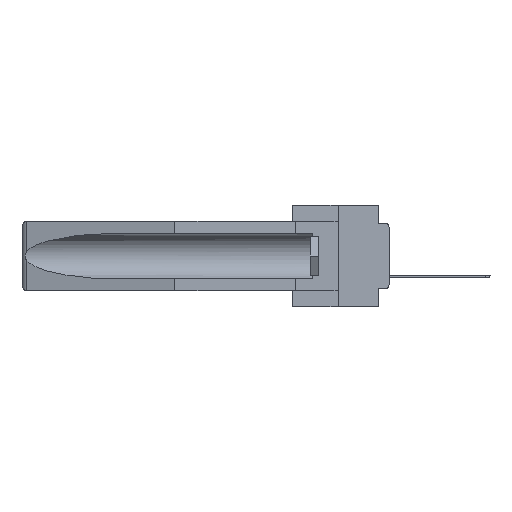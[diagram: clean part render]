
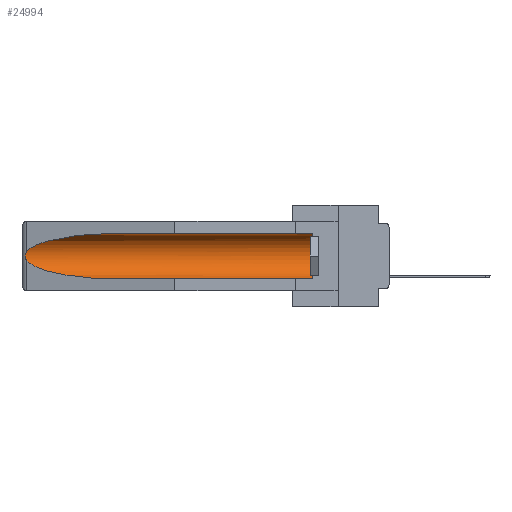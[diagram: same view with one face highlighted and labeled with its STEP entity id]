
A CAD part, left-side view. The second image highlights one B-rep face of the part: STEP entity #24994.
In plain terms, the highlighted cylindrical face has radius 2.857 mm (diameter 5.715 mm), a partial arc.
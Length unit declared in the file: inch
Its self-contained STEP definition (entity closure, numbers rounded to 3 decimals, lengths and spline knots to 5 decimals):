
#691 = EDGE_CURVE ( 'NONE', #31239, #29749, #34915, .T. ) ;
#1930 = ORIENTED_EDGE ( 'NONE', *, *, #19518, .T. ) ;
#2383 = EDGE_LOOP ( 'NONE', ( #10320, #31240, #1930, #28113, #21502, #28096 ) ) ;
#2448 = CARTESIAN_POINT ( 'NONE',  ( 0.21114, 1.30732, -0.284 ) ) ;
#3474 = CARTESIAN_POINT ( 'NONE',  ( 0.26537, 1.52718, -0.14972 ) ) ;
#3850 = EDGE_CURVE ( 'NONE', #24674, #5765, #35952, .T. ) ;
#3953 = CARTESIAN_POINT ( 'NONE',  ( 0.2675, 1.53308, -0.16763 ) ) ;
#4120 = VERTEX_POINT ( 'NONE', #12798 ) ;
#4910 = AXIS2_PLACEMENT_3D ( 'NONE', #6910, #31500, #29075 ) ;
#5367 = CARTESIAN_POINT ( 'NONE',  ( 0.25451, 1.48313, -0.24835 ) ) ;
#5765 = VERTEX_POINT ( 'NONE', #12979 ) ;
#6766 = CARTESIAN_POINT ( 'NONE',  ( 0.26597, 1.5296, -0.19026 ) ) ;
#6910 = CARTESIAN_POINT ( 'NONE',  ( 0.155, 0.126, -0.1715 ) ) ;
#7946 = CARTESIAN_POINT ( 'NONE',  ( 0.155, 1.07973, -0.059 ) ) ;
#9413 = DIRECTION ( 'NONE',  ( 0., 1., 0. ) ) ;
#9432 = CARTESIAN_POINT ( 'NONE',  ( 0.2673, 1.53269, -0.17917 ) ) ;
#10320 = ORIENTED_EDGE ( 'NONE', *, *, #15551, .T. ) ;
#11548 = AXIS2_PLACEMENT_3D ( 'NONE', #33711, #14366, #34179 ) ;
#12251 = CARTESIAN_POINT ( 'NONE',  ( 0.26537, 1.52718, -0.19328 ) ) ;
#12700 = CARTESIAN_POINT ( 'NONE',  ( 0.155, 0.126, -0.059 ) ) ;
#12798 = CARTESIAN_POINT ( 'NONE',  ( 0.26537, 1.52718, -0.14972 ) ) ;
#12979 = CARTESIAN_POINT ( 'NONE',  ( 0.155, 1.07973, -0.284 ) ) ;
#14366 = DIRECTION ( 'NONE',  ( 0., 1., 0. ) ) ;
#14588 = CARTESIAN_POINT ( 'NONE',  ( 0.21114, 1.30732, -0.059 ) ) ;
#15551 = EDGE_CURVE ( 'NONE', #29749, #4120, #34487, .T. ) ;
#16526 = VECTOR ( 'NONE', #9413, 39.37008 ) ;
#17405 = CARTESIAN_POINT ( 'NONE',  ( 0.26655, 1.53094, -0.18657 ) ) ;
#17895 = CARTESIAN_POINT ( 'NONE',  ( 0.2675, 1.53308, -0.17534 ) ) ;
#18126 = CARTESIAN_POINT ( 'NONE',  ( 0.155, -0.30754, -0.059 ) ) ;
#19040 = CARTESIAN_POINT ( 'NONE',  ( 0.26537, 1.52718, -0.19328 ) ) ;
#19330 = CARTESIAN_POINT ( 'NONE',  ( 0.26537, 1.52718, -0.19328 ) ) ;
#19518 = EDGE_CURVE ( 'NONE', #32044, #5765, #28002, .T. ) ;
#19998 = CARTESIAN_POINT ( 'NONE',  ( 0.155, 1.07973, -0.059 ) ) ;
#20044 = CARTESIAN_POINT ( 'NONE',  ( 0.155, 0.126, -0.284 ) ) ;
#20474 = CARTESIAN_POINT ( 'NONE',  ( 0.26654, 1.53092, -0.15636 ) ) ;
#20694 = CARTESIAN_POINT ( 'NONE',  ( 0.155, -0.30754, -0.284 ) ) ;
#21502 = ORIENTED_EDGE ( 'NONE', *, *, #22792, .T. ) ;
#22792 = EDGE_CURVE ( 'NONE', #24674, #31239, #32760, .T. ) ;
#22975 = FACE_OUTER_BOUND ( 'NONE', #2383, .T. ) ;
#24674 = VERTEX_POINT ( 'NONE', #20044 ) ;
#24994 = ADVANCED_FACE ( 'NONE', ( #22975 ), #29578, .F. ) ;
#26221 = CARTESIAN_POINT ( 'NONE',  ( 0.2673, 1.5327, -0.16383 ) ) ;
#26690 = DIRECTION ( 'NONE',  ( 0., 1., 0. ) ) ;
#26788 = VECTOR ( 'NONE', #26690, 39.37008 ) ;
#27281 = CARTESIAN_POINT ( 'NONE',  ( 0.155, 1.07973, -0.284 ) ) ;
#28002 =( BOUNDED_CURVE ( )  B_SPLINE_CURVE ( 3, ( #19330, #5367, #2448, #27281 ),
 .UNSPECIFIED., .F., .F. ) 
 B_SPLINE_CURVE_WITH_KNOTS ( ( 4, 4 ),
 ( 0.1948, 1.5708 ),
 .UNSPECIFIED. ) 
 CURVE ( )  GEOMETRIC_REPRESENTATION_ITEM ( )  RATIONAL_B_SPLINE_CURVE ( ( 1., 0.848, 0.848, 1. ) ) 
 REPRESENTATION_ITEM ( '' )  );
#28096 = ORIENTED_EDGE ( 'NONE', *, *, #691, .T. ) ;
#28113 = ORIENTED_EDGE ( 'NONE', *, *, #3850, .F. ) ;
#28196 = CARTESIAN_POINT ( 'NONE',  ( 0.25451, 1.48313, -0.09465 ) ) ;
#28663 = CARTESIAN_POINT ( 'NONE',  ( 0.26537, 1.52718, -0.14972 ) ) ;
#29075 = DIRECTION ( 'NONE',  ( 0., 0., 1. ) ) ;
#29141 = B_SPLINE_CURVE_WITH_KNOTS ( 'NONE', 3,
 ( #28663, #34263, #20474, #26221, #3953, #17895, #9432, #17405, #6766, #12251 ),
 .UNSPECIFIED., .F., .F.,
 ( 4, 2, 2, 2, 4 ),
 ( 0., 0.00029, 0.00058, 0.00087, 0.00117 ),
 .UNSPECIFIED. ) ;
#29578 = CYLINDRICAL_SURFACE ( 'NONE', #11548, 0.1125 ) ;
#29749 = VERTEX_POINT ( 'NONE', #7946 ) ;
#31239 = VERTEX_POINT ( 'NONE', #12700 ) ;
#31240 = ORIENTED_EDGE ( 'NONE', *, *, #35723, .T. ) ;
#31500 = DIRECTION ( 'NONE',  ( 0., -1., 0. ) ) ;
#32044 = VERTEX_POINT ( 'NONE', #19040 ) ;
#32760 = CIRCLE ( 'NONE', #4910, 0.1125 ) ;
#33711 = CARTESIAN_POINT ( 'NONE',  ( 0.155, -0.30754, -0.1715 ) ) ;
#34179 = DIRECTION ( 'NONE',  ( 0., 0., 1. ) ) ;
#34263 = CARTESIAN_POINT ( 'NONE',  ( 0.26597, 1.52961, -0.15275 ) ) ;
#34487 =( BOUNDED_CURVE ( )  B_SPLINE_CURVE ( 3, ( #19998, #14588, #28196, #3474 ),
 .UNSPECIFIED., .F., .F. ) 
 B_SPLINE_CURVE_WITH_KNOTS ( ( 4, 4 ),
 ( 4.71239, 6.08839 ),
 .UNSPECIFIED. ) 
 CURVE ( )  GEOMETRIC_REPRESENTATION_ITEM ( )  RATIONAL_B_SPLINE_CURVE ( ( 1., 0.848, 0.848, 1. ) ) 
 REPRESENTATION_ITEM ( '' )  );
#34915 = LINE ( 'NONE', #18126, #16526 ) ;
#35723 = EDGE_CURVE ( 'NONE', #4120, #32044, #29141, .T. ) ;
#35952 = LINE ( 'NONE', #20694, #26788 ) ;
